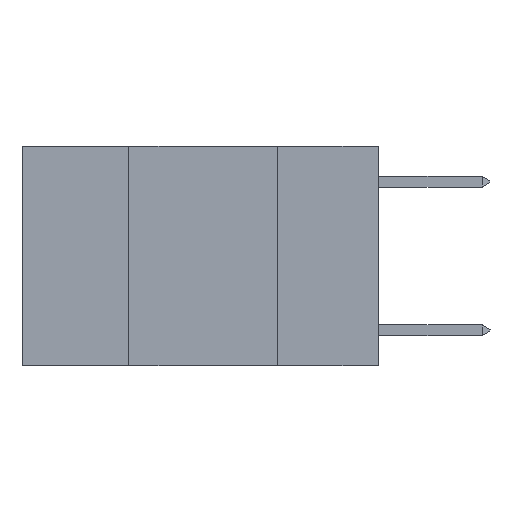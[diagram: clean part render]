
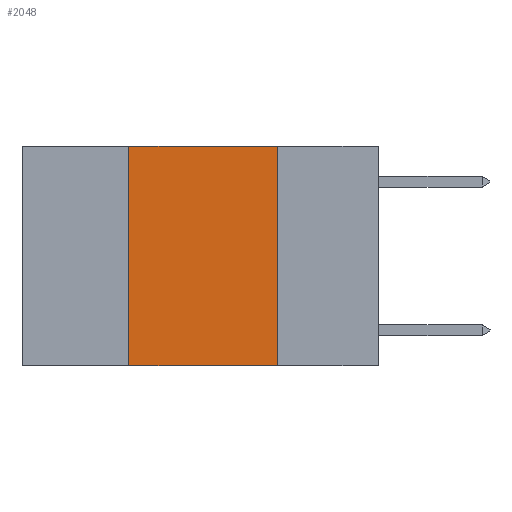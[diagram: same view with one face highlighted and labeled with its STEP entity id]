
A CAD part, left-side view. The second image highlights one B-rep face of the part: STEP entity #2048.
In plain terms, the highlighted planar face has unit normal (-1, 0, 0).
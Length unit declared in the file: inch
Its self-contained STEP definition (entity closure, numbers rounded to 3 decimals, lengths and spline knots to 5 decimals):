
#141 = LINE ( 'NONE', #10134, #2915 ) ;
#425 = VERTEX_POINT ( 'NONE', #9459 ) ;
#580 = LINE ( 'NONE', #6363, #10322 ) ;
#1138 = EDGE_CURVE ( 'NONE', #425, #9945, #141, .T. ) ;
#1532 = DIRECTION ( 'NONE',  ( 0., -1., 0. ) ) ;
#2048 = ADVANCED_FACE ( 'NONE', ( #8097 ), #10121, .F. ) ;
#2797 = DIRECTION ( 'NONE',  ( 0., 0., -1. ) ) ;
#2901 = ORIENTED_EDGE ( 'NONE', *, *, #8850, .F. ) ;
#2915 = VECTOR ( 'NONE', #10160, 39.37008 ) ;
#3046 = ORIENTED_EDGE ( 'NONE', *, *, #10456, .F. ) ;
#3120 = CARTESIAN_POINT ( 'NONE',  ( 0., 0.42, 0. ) ) ;
#3635 = VERTEX_POINT ( 'NONE', #8747 ) ;
#4024 = VECTOR ( 'NONE', #6839, 39.37008 ) ;
#4119 = DIRECTION ( 'NONE',  ( 0., 0., 1. ) ) ;
#4752 = AXIS2_PLACEMENT_3D ( 'NONE', #6593, #8376, #2797 ) ;
#5481 = ORIENTED_EDGE ( 'NONE', *, *, #1138, .F. ) ;
#5905 = VERTEX_POINT ( 'NONE', #8674 ) ;
#6363 = CARTESIAN_POINT ( 'NONE',  ( 0., 0.6, -0.37 ) ) ;
#6593 = CARTESIAN_POINT ( 'NONE',  ( 0., 0.6, 0. ) ) ;
#6839 = DIRECTION ( 'NONE',  ( 0., -1., 0. ) ) ;
#8097 = FACE_OUTER_BOUND ( 'NONE', #11369, .T. ) ;
#8129 = CARTESIAN_POINT ( 'NONE',  ( 0., 0.17, -0.37 ) ) ;
#8238 = EDGE_CURVE ( 'NONE', #3635, #9945, #580, .T. ) ;
#8376 = DIRECTION ( 'NONE',  ( 1., 0., 0. ) ) ;
#8674 = CARTESIAN_POINT ( 'NONE',  ( 0., 0.42, 0. ) ) ;
#8747 = CARTESIAN_POINT ( 'NONE',  ( 0., 0.42, -0.37 ) ) ;
#8850 = EDGE_CURVE ( 'NONE', #3635, #5905, #9368, .T. ) ;
#9208 = ORIENTED_EDGE ( 'NONE', *, *, #8238, .T. ) ;
#9368 = LINE ( 'NONE', #3120, #11403 ) ;
#9459 = CARTESIAN_POINT ( 'NONE',  ( 0., 0.17, 0. ) ) ;
#9945 = VERTEX_POINT ( 'NONE', #8129 ) ;
#10121 = PLANE ( 'NONE',  #4752 ) ;
#10134 = CARTESIAN_POINT ( 'NONE',  ( 0., 0.17, 0. ) ) ;
#10160 = DIRECTION ( 'NONE',  ( 0., 0., -1. ) ) ;
#10322 = VECTOR ( 'NONE', #1532, 39.37008 ) ;
#10456 = EDGE_CURVE ( 'NONE', #5905, #425, #11503, .T. ) ;
#11369 = EDGE_LOOP ( 'NONE', ( #5481, #3046, #2901, #9208 ) ) ;
#11403 = VECTOR ( 'NONE', #4119, 39.37008 ) ;
#11503 = LINE ( 'NONE', #12099, #4024 ) ;
#12099 = CARTESIAN_POINT ( 'NONE',  ( 0., 0.6, 0. ) ) ;
